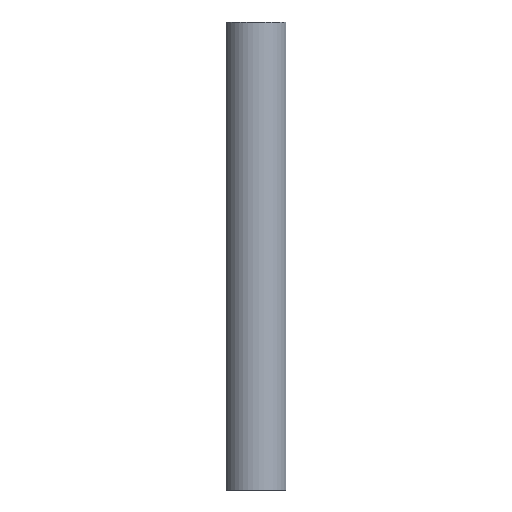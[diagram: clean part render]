
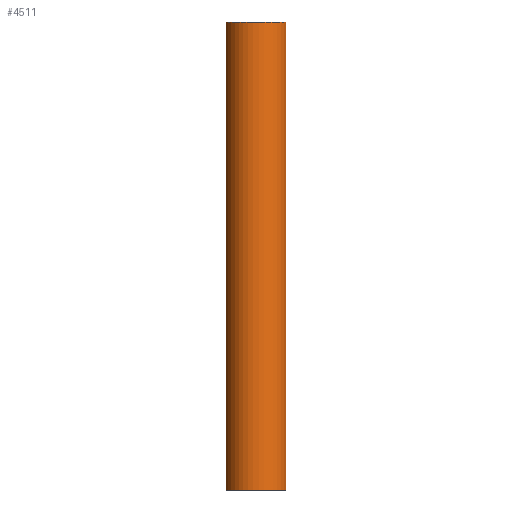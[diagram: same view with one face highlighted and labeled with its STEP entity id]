
A CAD part, left-side view. The second image highlights one B-rep face of the part: STEP entity #4511.
In plain terms, the highlighted cylindrical face has radius 20 mm (diameter 40 mm), a partial arc.
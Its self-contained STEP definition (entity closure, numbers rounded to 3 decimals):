
#150 = ORIENTED_EDGE ( 'NONE', *, *, #1594, .T. ) ;
#348 = CARTESIAN_POINT ( 'NONE',  ( -6.206, 19.039, -300. ) ) ;
#676 = EDGE_CURVE ( 'NONE', #3756, #2835, #4740, .T. ) ;
#859 = CARTESIAN_POINT ( 'NONE',  ( -6.206, 19.039, 0. ) ) ;
#904 = DIRECTION ( 'NONE',  ( 0., 0., 1. ) ) ;
#985 = DIRECTION ( 'NONE',  ( 0., 0., 1. ) ) ;
#1036 = FACE_OUTER_BOUND ( 'NONE', #3127, .T. ) ;
#1594 = EDGE_CURVE ( 'NONE', #3535, #3756, #2871, .T. ) ;
#1837 = ORIENTED_EDGE ( 'NONE', *, *, #3067, .F. ) ;
#1846 = DIRECTION ( 'NONE',  ( 1., 0., 0. ) ) ;
#1936 = DIRECTION ( 'NONE',  ( -1., 0., 0. ) ) ;
#2330 = CARTESIAN_POINT ( 'NONE',  ( -6.206, 19.039, -300. ) ) ;
#2343 = CARTESIAN_POINT ( 'NONE',  ( -6.206, -18.961, 0. ) ) ;
#2493 = CARTESIAN_POINT ( 'NONE',  ( 0.039, 0.039, 0. ) ) ;
#2630 = VECTOR ( 'NONE', #985, 1000. ) ;
#2662 = CYLINDRICAL_SURFACE ( 'NONE', #4927, 20. ) ;
#2831 = DIRECTION ( 'NONE',  ( 0., 0., -1. ) ) ;
#2835 = VERTEX_POINT ( 'NONE', #859 ) ;
#2871 = LINE ( 'NONE', #4702, #2991 ) ;
#2991 = VECTOR ( 'NONE', #904, 1000. ) ;
#3067 = EDGE_CURVE ( 'NONE', #5195, #2835, #4825, .T. ) ;
#3127 = EDGE_LOOP ( 'NONE', ( #4688, #1837, #3683, #150 ) ) ;
#3341 = AXIS2_PLACEMENT_3D ( 'NONE', #4920, #2831, #1936 ) ;
#3535 = VERTEX_POINT ( 'NONE', #5012 ) ;
#3683 = ORIENTED_EDGE ( 'NONE', *, *, #4653, .F. ) ;
#3756 = VERTEX_POINT ( 'NONE', #2343 ) ;
#3882 = CIRCLE ( 'NONE', #3341, 20. ) ;
#3913 = CARTESIAN_POINT ( 'NONE',  ( 0.039, 0.039, -300. ) ) ;
#4301 = AXIS2_PLACEMENT_3D ( 'NONE', #2493, #5432, #5463 ) ;
#4511 = ADVANCED_FACE ( 'NONE', ( #1036 ), #2662, .T. ) ;
#4653 = EDGE_CURVE ( 'NONE', #3535, #5195, #3882, .T. ) ;
#4688 = ORIENTED_EDGE ( 'NONE', *, *, #676, .T. ) ;
#4702 = CARTESIAN_POINT ( 'NONE',  ( -6.206, -18.961, -300. ) ) ;
#4740 = CIRCLE ( 'NONE', #4301, 20. ) ;
#4791 = DIRECTION ( 'NONE',  ( 0., 0., 1. ) ) ;
#4825 = LINE ( 'NONE', #2330, #2630 ) ;
#4920 = CARTESIAN_POINT ( 'NONE',  ( 0.039, 0.039, -300. ) ) ;
#4927 = AXIS2_PLACEMENT_3D ( 'NONE', #3913, #4791, #1846 ) ;
#5012 = CARTESIAN_POINT ( 'NONE',  ( -6.206, -18.961, -300. ) ) ;
#5195 = VERTEX_POINT ( 'NONE', #348 ) ;
#5432 = DIRECTION ( 'NONE',  ( 0., 0., -1. ) ) ;
#5463 = DIRECTION ( 'NONE',  ( -1., 0., 0. ) ) ;
